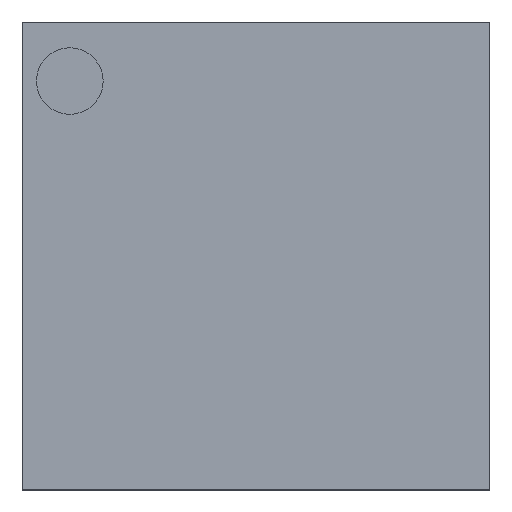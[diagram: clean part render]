
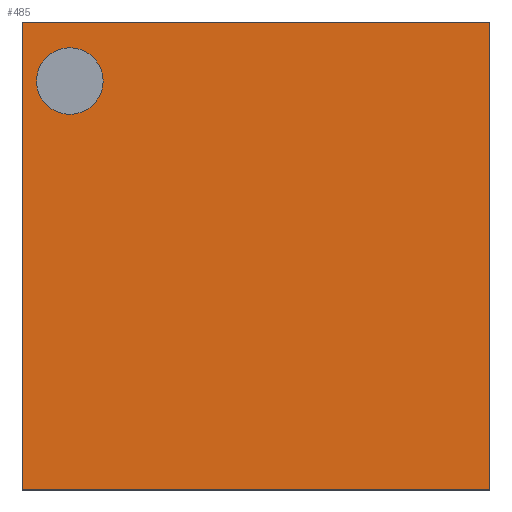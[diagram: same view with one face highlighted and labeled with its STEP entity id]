
A CAD part, top view. The second image highlights one B-rep face of the part: STEP entity #485.
In plain terms, the highlighted planar face has unit normal (0, 0, 1).
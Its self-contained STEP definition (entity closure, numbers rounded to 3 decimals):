
#8 = ORIENTED_EDGE ( 'NONE', *, *, #511, .T. ) ;
#18 = VECTOR ( 'NONE', #498, 1000. ) ;
#26 = EDGE_CURVE ( 'NONE', #342, #90, #456, .T. ) ;
#50 = CARTESIAN_POINT ( 'NONE',  ( 0.75, -0.75, 0.45 ) ) ;
#90 = VERTEX_POINT ( 'NONE', #1232 ) ;
#126 = EDGE_CURVE ( 'NONE', #389, #90, #585, .T. ) ;
#130 = FACE_OUTER_BOUND ( 'NONE', #452, .T. ) ;
#135 = CARTESIAN_POINT ( 'NONE',  ( -0.49, 0.561, 0.45 ) ) ;
#220 = CARTESIAN_POINT ( 'NONE',  ( -0.75, -0.75, 0.45 ) ) ;
#250 = EDGE_CURVE ( 'NONE', #883, #979, #1067, .T. ) ;
#293 = ORIENTED_EDGE ( 'NONE', *, *, #754, .F. ) ;
#300 = EDGE_LOOP ( 'NONE', ( #415, #646 ) ) ;
#342 = VERTEX_POINT ( 'NONE', #348 ) ;
#345 = VECTOR ( 'NONE', #853, 1000. ) ;
#348 = CARTESIAN_POINT ( 'NONE',  ( 0.75, -0.75, 0.45 ) ) ;
#356 = CIRCLE ( 'NONE', #1033, 0.107 ) ;
#389 = VERTEX_POINT ( 'NONE', #651 ) ;
#397 = PLANE ( 'NONE',  #1125 ) ;
#402 = DIRECTION ( 'NONE',  ( 1., 0., 0. ) ) ;
#409 = VECTOR ( 'NONE', #897, 1000. ) ;
#415 = ORIENTED_EDGE ( 'NONE', *, *, #1068, .F. ) ;
#452 = EDGE_LOOP ( 'NONE', ( #8, #505, #602, #293 ) ) ;
#456 = LINE ( 'NONE', #50, #345 ) ;
#479 = DIRECTION ( 'NONE',  ( 0., 0., 1. ) ) ;
#485 = ADVANCED_FACE ( 'NONE', ( #721, #130 ), #397, .T. ) ;
#498 = DIRECTION ( 'NONE',  ( 0., 1., 0. ) ) ;
#504 = LINE ( 'NONE', #220, #574 ) ;
#505 = ORIENTED_EDGE ( 'NONE', *, *, #26, .T. ) ;
#511 = EDGE_CURVE ( 'NONE', #1212, #342, #504, .T. ) ;
#574 = VECTOR ( 'NONE', #799, 1000. ) ;
#585 = LINE ( 'NONE', #1085, #409 ) ;
#602 = ORIENTED_EDGE ( 'NONE', *, *, #126, .F. ) ;
#633 = DIRECTION ( 'NONE',  ( 0., 0., 1. ) ) ;
#646 = ORIENTED_EDGE ( 'NONE', *, *, #250, .F. ) ;
#651 = CARTESIAN_POINT ( 'NONE',  ( -0.75, 0.75, 0.45 ) ) ;
#700 = DIRECTION ( 'NONE',  ( 0., 0., 1. ) ) ;
#721 = FACE_BOUND ( 'NONE', #300, .T. ) ;
#754 = EDGE_CURVE ( 'NONE', #1212, #389, #772, .T. ) ;
#772 = LINE ( 'NONE', #969, #18 ) ;
#799 = DIRECTION ( 'NONE',  ( 1., 0., 0. ) ) ;
#813 = DIRECTION ( 'NONE',  ( 1., 0., 0. ) ) ;
#853 = DIRECTION ( 'NONE',  ( 0., 1., 0. ) ) ;
#883 = VERTEX_POINT ( 'NONE', #911 ) ;
#897 = DIRECTION ( 'NONE',  ( 1., 0., 0. ) ) ;
#911 = CARTESIAN_POINT ( 'NONE',  ( -0.704, 0.561, 0.45 ) ) ;
#951 = DIRECTION ( 'NONE',  ( 1., 0., 0. ) ) ;
#969 = CARTESIAN_POINT ( 'NONE',  ( -0.75, -0.75, 0.45 ) ) ;
#979 = VERTEX_POINT ( 'NONE', #135 ) ;
#1014 = CARTESIAN_POINT ( 'NONE',  ( -0.597, 0.561, 0.45 ) ) ;
#1033 = AXIS2_PLACEMENT_3D ( 'NONE', #1154, #479, #951 ) ;
#1067 = CIRCLE ( 'NONE', #1253, 0.107 ) ;
#1068 = EDGE_CURVE ( 'NONE', #979, #883, #356, .T. ) ;
#1085 = CARTESIAN_POINT ( 'NONE',  ( -0.75, 0.75, 0.45 ) ) ;
#1125 = AXIS2_PLACEMENT_3D ( 'NONE', #1181, #700, #402 ) ;
#1154 = CARTESIAN_POINT ( 'NONE',  ( -0.597, 0.561, 0.45 ) ) ;
#1181 = CARTESIAN_POINT ( 'NONE',  ( 0., 0., 0.45 ) ) ;
#1203 = CARTESIAN_POINT ( 'NONE',  ( -0.75, -0.75, 0.45 ) ) ;
#1212 = VERTEX_POINT ( 'NONE', #1203 ) ;
#1232 = CARTESIAN_POINT ( 'NONE',  ( 0.75, 0.75, 0.45 ) ) ;
#1253 = AXIS2_PLACEMENT_3D ( 'NONE', #1014, #633, #813 ) ;
